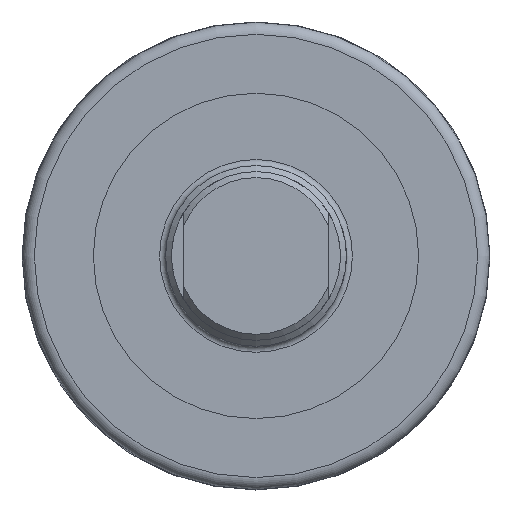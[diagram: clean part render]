
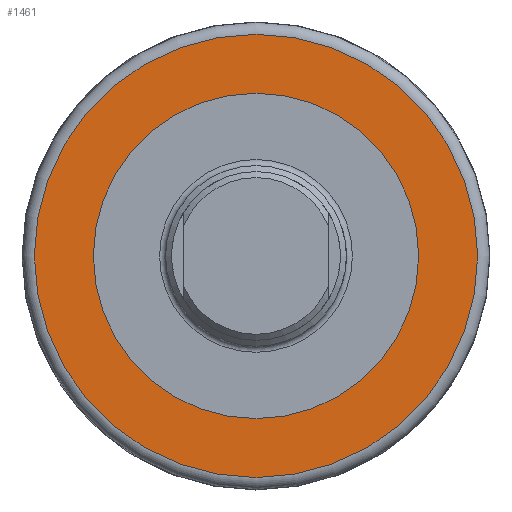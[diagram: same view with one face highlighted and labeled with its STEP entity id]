
A CAD part, left-side view. The second image highlights one B-rep face of the part: STEP entity #1461.
In plain terms, the highlighted planar face has unit normal (-1, 0, 0).
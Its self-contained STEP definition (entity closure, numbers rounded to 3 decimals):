
#237=FACE_BOUND('',#341,.T.);
#258=FACE_OUTER_BOUND('',#340,.T.);
#340=EDGE_LOOP('',(#934,#935));
#341=EDGE_LOOP('',(#936,#937));
#444=CIRCLE('',#1575,36.785);
#445=CIRCLE('',#1576,36.785);
#446=CIRCLE('',#1577,26.25);
#447=CIRCLE('',#1578,26.25);
#556=VERTEX_POINT('',#2244);
#557=VERTEX_POINT('',#2245);
#558=VERTEX_POINT('',#2248);
#559=VERTEX_POINT('',#2249);
#713=EDGE_CURVE('',#556,#557,#444,.T.);
#714=EDGE_CURVE('',#557,#556,#445,.T.);
#715=EDGE_CURVE('',#558,#559,#446,.T.);
#716=EDGE_CURVE('',#559,#558,#447,.T.);
#934=ORIENTED_EDGE('',*,*,#713,.F.);
#935=ORIENTED_EDGE('',*,*,#714,.F.);
#936=ORIENTED_EDGE('',*,*,#715,.T.);
#937=ORIENTED_EDGE('',*,*,#716,.T.);
#1339=PLANE('',#1574);
#1461=ADVANCED_FACE('',(#258,#237),#1339,.T.);
#1574=AXIS2_PLACEMENT_3D('',#2243,#1787,#1788);
#1575=AXIS2_PLACEMENT_3D('',#2246,#1789,#1790);
#1576=AXIS2_PLACEMENT_3D('',#2247,#1791,#1792);
#1577=AXIS2_PLACEMENT_3D('',#2250,#1793,#1794);
#1578=AXIS2_PLACEMENT_3D('',#2251,#1795,#1796);
#1787=DIRECTION('center_axis',(-1.,0.,0.));
#1788=DIRECTION('ref_axis',(0.,0.,-1.));
#1789=DIRECTION('center_axis',(1.,0.,0.));
#1790=DIRECTION('ref_axis',(0.,1.,0.));
#1791=DIRECTION('center_axis',(1.,0.,0.));
#1792=DIRECTION('ref_axis',(0.,1.,0.));
#1793=DIRECTION('center_axis',(1.,0.,0.));
#1794=DIRECTION('ref_axis',(0.,1.,0.));
#1795=DIRECTION('center_axis',(1.,0.,0.));
#1796=DIRECTION('ref_axis',(0.,1.,0.));
#2243=CARTESIAN_POINT('Origin',(75.5,-34.078,0.));
#2244=CARTESIAN_POINT('',(75.5,-36.785,0.));
#2245=CARTESIAN_POINT('',(75.5,0.,-36.785));
#2246=CARTESIAN_POINT('Origin',(75.5,0.,0.));
#2247=CARTESIAN_POINT('Origin',(75.5,0.,0.));
#2248=CARTESIAN_POINT('',(75.5,26.25,0.));
#2249=CARTESIAN_POINT('',(75.5,-26.25,0.));
#2250=CARTESIAN_POINT('Origin',(75.5,0.,0.));
#2251=CARTESIAN_POINT('Origin',(75.5,0.,0.));
